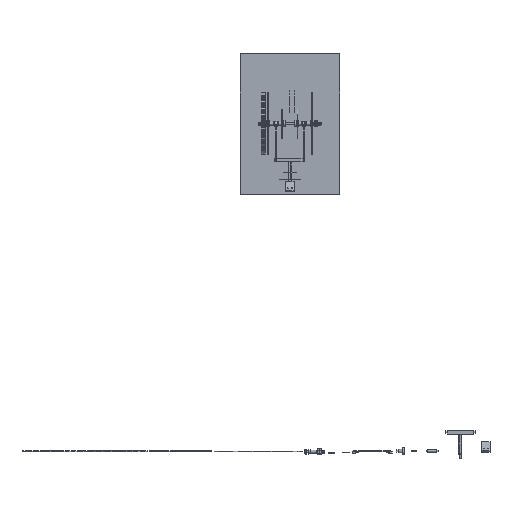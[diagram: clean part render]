
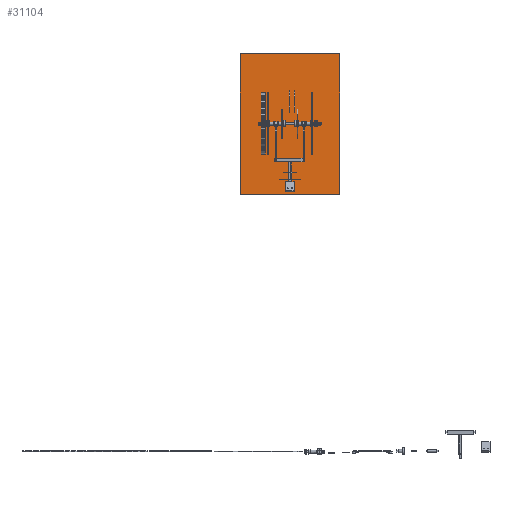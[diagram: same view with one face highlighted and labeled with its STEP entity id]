
A CAD part, top view. The second image highlights one B-rep face of the part: STEP entity #31104.
In plain terms, the highlighted planar face has unit normal (0, 0, 1).
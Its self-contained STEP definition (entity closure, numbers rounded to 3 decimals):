
#1868=PLANE('',#34120);
#3375=FACE_OUTER_BOUND('',#5515,.T.);
#5515=EDGE_LOOP('',(#26273,#26274,#26275,#26276));
#7994=LINE('',#51453,#10599);
#7995=LINE('',#51455,#10600);
#7996=LINE('',#51457,#10601);
#7997=LINE('',#51458,#10602);
#10599=VECTOR('',#41603,0.1);
#10600=VECTOR('',#41604,0.1);
#10601=VECTOR('',#41605,0.1);
#10602=VECTOR('',#41606,0.1);
#15068=VERTEX_POINT('',#51451);
#15069=VERTEX_POINT('',#51452);
#15070=VERTEX_POINT('',#51454);
#15071=VERTEX_POINT('',#51456);
#18943=EDGE_CURVE('',#15068,#15069,#7994,.T.);
#18944=EDGE_CURVE('',#15069,#15070,#7995,.T.);
#18945=EDGE_CURVE('',#15070,#15071,#7996,.T.);
#18946=EDGE_CURVE('',#15071,#15068,#7997,.T.);
#26273=ORIENTED_EDGE('',*,*,#18943,.T.);
#26274=ORIENTED_EDGE('',*,*,#18944,.T.);
#26275=ORIENTED_EDGE('',*,*,#18945,.T.);
#26276=ORIENTED_EDGE('',*,*,#18946,.T.);
#31104=ADVANCED_FACE('',(#3375),#1868,.T.);
#34120=AXIS2_PLACEMENT_3D('',#51450,#41601,#41602);
#41601=DIRECTION('center_axis',(0.,0.,
1.));
#41602=DIRECTION('ref_axis',(1.,0.,0.));
#41603=DIRECTION('',(0.,1.,0.));
#41604=DIRECTION('',(-1.,0.,0.));
#41605=DIRECTION('',(0.,-1.,0.));
#41606=DIRECTION('',(1.,0.,0.));
#51450=CARTESIAN_POINT('Origin',(22112.791,-905.285,-24.7));
#51451=CARTESIAN_POINT('',(22352.324,-1243.177,-24.7));
#51452=CARTESIAN_POINT('',(22352.324,-567.394,-24.7));
#51453=CARTESIAN_POINT('',(22352.324,-905.285,-24.7));
#51454=CARTESIAN_POINT('',(21873.257,-567.394,-24.7));
#51455=CARTESIAN_POINT('',(22112.791,-567.394,-24.7));
#51456=CARTESIAN_POINT('',(21873.257,-1243.177,-24.7));
#51457=CARTESIAN_POINT('',(21873.257,-905.285,-24.7));
#51458=CARTESIAN_POINT('',(22112.791,-1243.177,-24.7));
